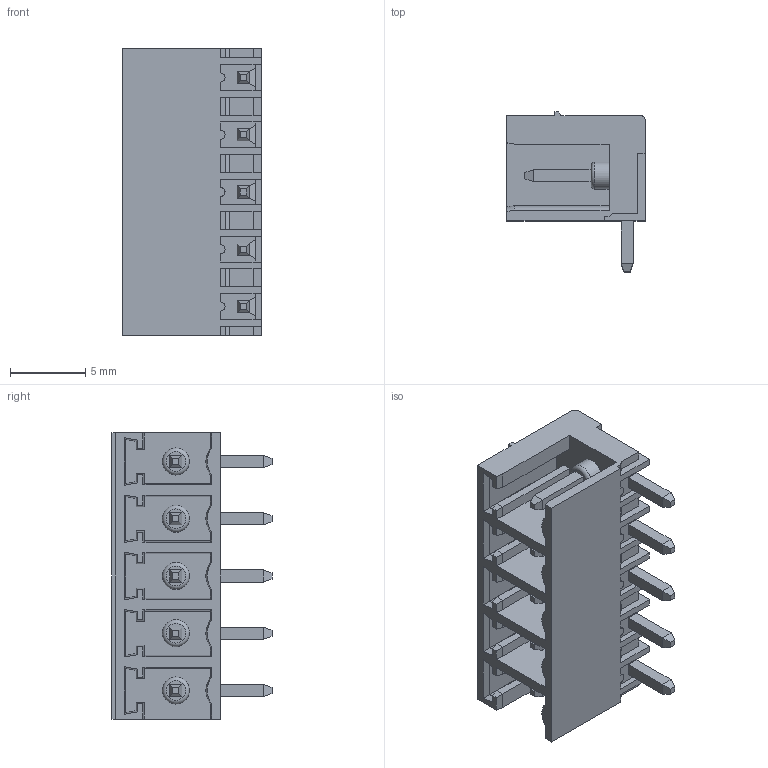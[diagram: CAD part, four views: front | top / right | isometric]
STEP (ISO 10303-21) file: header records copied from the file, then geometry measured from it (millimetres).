
FILE_DESCRIPTION( ( 'STEP AP214' ), '1' );
FILE_NAME( ' ', ' ', ( ' ' ), ( ' ' ), 'PSStep 13.0', 'VISI 18.0', ' ' );
FILE_SCHEMA( ( 'AUTOMOTIVE_DESIGN { 1 0 10303 214 1 1 1 1 }' ) );
Length unit declared in the file: millimetre
Products named in the file (1): 1
Bounding box: 9.2 x 10.65 x 19.05 mm (x, y, z)
Volume: 659.6 mm3; surface area: 1523.6 mm2
Topology: 1 solids, 1 shells, 350 faces, 915 edges, 580 vertices
Faces by surface type: plane 324, cylinder 16, cone 5, torus 5
Full cylindrical faces by diameter (mm): 1.8 x5
Entity records: 13173 total; most frequent: CARTESIAN_POINT 1856, ORIENTED_EDGE 1800, DIRECTION 1634, EDGE_CURVE 900, LINE 848, VECTOR 848, VERTEX_POINT 575, AXIS2_PLACEMENT_3D 393
